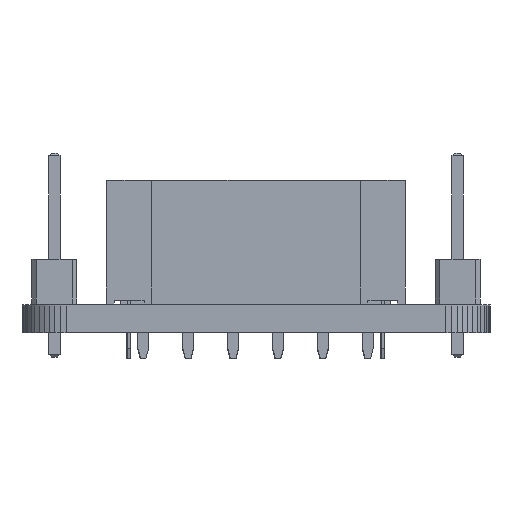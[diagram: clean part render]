
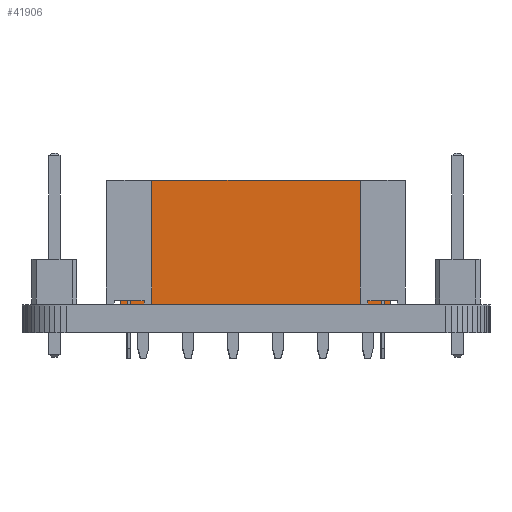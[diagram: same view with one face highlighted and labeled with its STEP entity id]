
A CAD part, front view. The second image highlights one B-rep face of the part: STEP entity #41906.
In plain terms, the highlighted face is planar.
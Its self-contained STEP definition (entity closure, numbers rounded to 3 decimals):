
#41906 = ADVANCED_FACE('',(#41907),#41921,.F.);
#41907 = FACE_BOUND('',#41908,.F.);
#41908 = EDGE_LOOP('',(#41909,#41944,#41972,#42000));
#41909 = ORIENTED_EDGE('',*,*,#41910,.T.);
#41910 = EDGE_CURVE('',#41911,#41913,#41915,.T.);
#41911 = VERTEX_POINT('',#41912);
#41912 = CARTESIAN_POINT('',(1.27,-13.97,0.));
#41913 = VERTEX_POINT('',#41914);
#41914 = CARTESIAN_POINT('',(1.27,-13.97,7.));
#41915 = SURFACE_CURVE('',#41916,(#41920,#41932),.PCURVE_S1.);
#41916 = LINE('',#41917,#41918);
#41917 = CARTESIAN_POINT('',(1.27,-13.97,0.));
#41918 = VECTOR('',#41919,1.);
#41919 = DIRECTION('',(0.,0.,1.));
#41920 = PCURVE('',#41921,#41926);
#41921 = PLANE('',#41922);
#41922 = AXIS2_PLACEMENT_3D('',#41923,#41924,#41925);
#41923 = CARTESIAN_POINT('',(1.27,-13.97,0.));
#41924 = DIRECTION('',(-1.,0.,0.));
#41925 = DIRECTION('',(0.,1.,0.));
#41926 = DEFINITIONAL_REPRESENTATION('',(#41927),#41931);
#41927 = LINE('',#41928,#41929);
#41928 = CARTESIAN_POINT('',(0.,0.));
#41929 = VECTOR('',#41930,1.);
#41930 = DIRECTION('',(0.,-1.));
#41931 = ( GEOMETRIC_REPRESENTATION_CONTEXT(2) 
PARAMETRIC_REPRESENTATION_CONTEXT() REPRESENTATION_CONTEXT('2D SPACE',''
  ) );
#41932 = PCURVE('',#41933,#41938);
#41933 = PLANE('',#41934);
#41934 = AXIS2_PLACEMENT_3D('',#41935,#41936,#41937);
#41935 = CARTESIAN_POINT('',(-1.27,-13.97,0.));
#41936 = DIRECTION('',(0.,1.,0.));
#41937 = DIRECTION('',(1.,0.,0.));
#41938 = DEFINITIONAL_REPRESENTATION('',(#41939),#41943);
#41939 = LINE('',#41940,#41941);
#41940 = CARTESIAN_POINT('',(2.54,0.));
#41941 = VECTOR('',#41942,1.);
#41942 = DIRECTION('',(0.,-1.));
#41943 = ( GEOMETRIC_REPRESENTATION_CONTEXT(2) 
PARAMETRIC_REPRESENTATION_CONTEXT() REPRESENTATION_CONTEXT('2D SPACE',''
  ) );
#41944 = ORIENTED_EDGE('',*,*,#41945,.T.);
#41945 = EDGE_CURVE('',#41913,#41946,#41948,.T.);
#41946 = VERTEX_POINT('',#41947);
#41947 = CARTESIAN_POINT('',(1.27,1.27,7.));
#41948 = SURFACE_CURVE('',#41949,(#41953,#41960),.PCURVE_S1.);
#41949 = LINE('',#41950,#41951);
#41950 = CARTESIAN_POINT('',(1.27,-13.97,7.));
#41951 = VECTOR('',#41952,1.);
#41952 = DIRECTION('',(0.,1.,0.));
#41953 = PCURVE('',#41921,#41954);
#41954 = DEFINITIONAL_REPRESENTATION('',(#41955),#41959);
#41955 = LINE('',#41956,#41957);
#41956 = CARTESIAN_POINT('',(0.,-7.));
#41957 = VECTOR('',#41958,1.);
#41958 = DIRECTION('',(1.,0.));
#41959 = ( GEOMETRIC_REPRESENTATION_CONTEXT(2) 
PARAMETRIC_REPRESENTATION_CONTEXT() REPRESENTATION_CONTEXT('2D SPACE',''
  ) );
#41960 = PCURVE('',#41961,#41966);
#41961 = PLANE('',#41962);
#41962 = AXIS2_PLACEMENT_3D('',#41963,#41964,#41965);
#41963 = CARTESIAN_POINT('',(1.27,-13.97,7.));
#41964 = DIRECTION('',(-0.,0.,-1.));
#41965 = DIRECTION('',(0.,-1.,-0.));
#41966 = DEFINITIONAL_REPRESENTATION('',(#41967),#41971);
#41967 = LINE('',#41968,#41969);
#41968 = CARTESIAN_POINT('',(0.,0.));
#41969 = VECTOR('',#41970,1.);
#41970 = DIRECTION('',(-1.,0.));
#41971 = ( GEOMETRIC_REPRESENTATION_CONTEXT(2) 
PARAMETRIC_REPRESENTATION_CONTEXT() REPRESENTATION_CONTEXT('2D SPACE',''
  ) );
#41972 = ORIENTED_EDGE('',*,*,#41973,.F.);
#41973 = EDGE_CURVE('',#41974,#41946,#41976,.T.);
#41974 = VERTEX_POINT('',#41975);
#41975 = CARTESIAN_POINT('',(1.27,1.27,0.));
#41976 = SURFACE_CURVE('',#41977,(#41981,#41988),.PCURVE_S1.);
#41977 = LINE('',#41978,#41979);
#41978 = CARTESIAN_POINT('',(1.27,1.27,0.));
#41979 = VECTOR('',#41980,1.);
#41980 = DIRECTION('',(0.,0.,1.));
#41981 = PCURVE('',#41921,#41982);
#41982 = DEFINITIONAL_REPRESENTATION('',(#41983),#41987);
#41983 = LINE('',#41984,#41985);
#41984 = CARTESIAN_POINT('',(15.24,0.));
#41985 = VECTOR('',#41986,1.);
#41986 = DIRECTION('',(0.,-1.));
#41987 = ( GEOMETRIC_REPRESENTATION_CONTEXT(2) 
PARAMETRIC_REPRESENTATION_CONTEXT() REPRESENTATION_CONTEXT('2D SPACE',''
  ) );
#41988 = PCURVE('',#41989,#41994);
#41989 = PLANE('',#41990);
#41990 = AXIS2_PLACEMENT_3D('',#41991,#41992,#41993);
#41991 = CARTESIAN_POINT('',(1.27,1.27,0.));
#41992 = DIRECTION('',(0.,-1.,0.));
#41993 = DIRECTION('',(-1.,0.,0.));
#41994 = DEFINITIONAL_REPRESENTATION('',(#41995),#41999);
#41995 = LINE('',#41996,#41997);
#41996 = CARTESIAN_POINT('',(0.,0.));
#41997 = VECTOR('',#41998,1.);
#41998 = DIRECTION('',(0.,-1.));
#41999 = ( GEOMETRIC_REPRESENTATION_CONTEXT(2) 
PARAMETRIC_REPRESENTATION_CONTEXT() REPRESENTATION_CONTEXT('2D SPACE',''
  ) );
#42000 = ORIENTED_EDGE('',*,*,#42001,.F.);
#42001 = EDGE_CURVE('',#41911,#41974,#42002,.T.);
#42002 = SURFACE_CURVE('',#42003,(#42007,#42014),.PCURVE_S1.);
#42003 = LINE('',#42004,#42005);
#42004 = CARTESIAN_POINT('',(1.27,-13.97,0.));
#42005 = VECTOR('',#42006,1.);
#42006 = DIRECTION('',(0.,1.,0.));
#42007 = PCURVE('',#41921,#42008);
#42008 = DEFINITIONAL_REPRESENTATION('',(#42009),#42013);
#42009 = LINE('',#42010,#42011);
#42010 = CARTESIAN_POINT('',(0.,0.));
#42011 = VECTOR('',#42012,1.);
#42012 = DIRECTION('',(1.,0.));
#42013 = ( GEOMETRIC_REPRESENTATION_CONTEXT(2) 
PARAMETRIC_REPRESENTATION_CONTEXT() REPRESENTATION_CONTEXT('2D SPACE',''
  ) );
#42014 = PCURVE('',#42015,#42020);
#42015 = PLANE('',#42016);
#42016 = AXIS2_PLACEMENT_3D('',#42017,#42018,#42019);
#42017 = CARTESIAN_POINT('',(1.27,-13.97,0.));
#42018 = DIRECTION('',(-0.,0.,-1.));
#42019 = DIRECTION('',(0.,-1.,-0.));
#42020 = DEFINITIONAL_REPRESENTATION('',(#42021),#42025);
#42021 = LINE('',#42022,#42023);
#42022 = CARTESIAN_POINT('',(0.,0.));
#42023 = VECTOR('',#42024,1.);
#42024 = DIRECTION('',(-1.,0.));
#42025 = ( GEOMETRIC_REPRESENTATION_CONTEXT(2) 
PARAMETRIC_REPRESENTATION_CONTEXT() REPRESENTATION_CONTEXT('2D SPACE',''
  ) );
